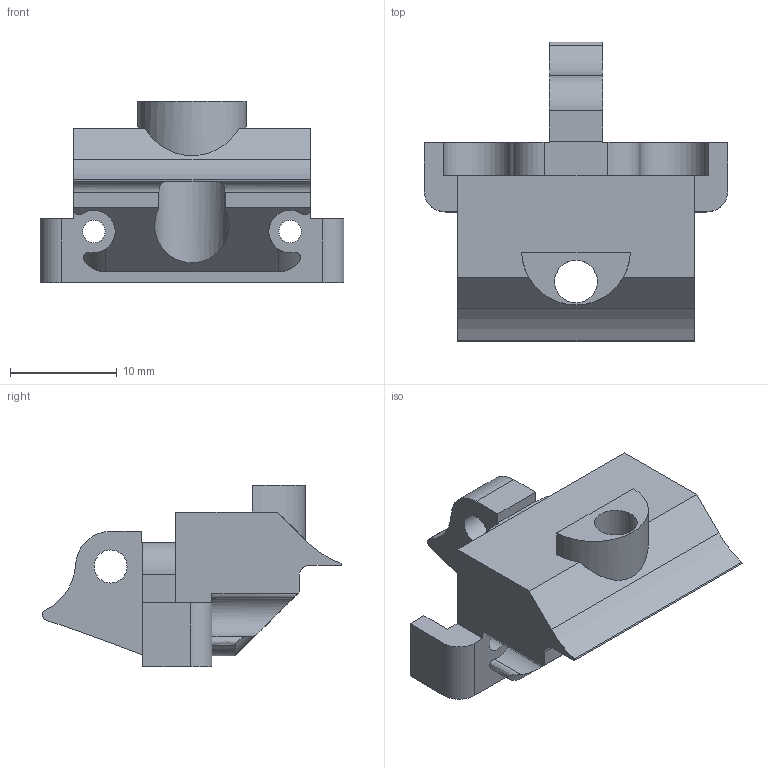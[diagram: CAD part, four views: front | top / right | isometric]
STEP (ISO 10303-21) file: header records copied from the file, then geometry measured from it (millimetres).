
FILE_DESCRIPTION(/* description */ (''),/* implementation_level */ '2;1');
FILE_NAME(/* name */ 'Liquid lock bottom - metal carrier.step',/* time_stamp */ '2020-11-23T05:42:10-05:00',/* author */ (''),/* organization */ (''),/* preprocessor_version */ 'ST-DEVELOPER v18.1',/* originating_system */ 'Autodesk Translation Framework v9.3.0.1241',/* authorisation */ '');
FILE_SCHEMA (('AUTOMOTIVE_DESIGN { 1 0 10303 214 3 1 1 }'));
Length unit declared in the file: millimetre
Products named in the file (1): Liquid lock bottom v1 (1)
Bounding box: 28.5 x 28.09 x 17 mm (x, y, z)
Volume: 3912.6 mm3; surface area: 2377.7 mm2
Topology: 1 solids, 1 shells, 58 faces, 166 edges, 110 vertices
Faces by surface type: plane 28, cylinder 26, bspline 4
Full cylindrical faces by diameter (mm): 2.1 x2, 3.1 x1, 4 x1
Entity records: 2086 total; most frequent: CARTESIAN_POINT 497, ORIENTED_EDGE 332, DIRECTION 316, EDGE_CURVE 166, VERTEX_POINT 110, AXIS2_PLACEMENT_3D 107, LINE 102, VECTOR 102
